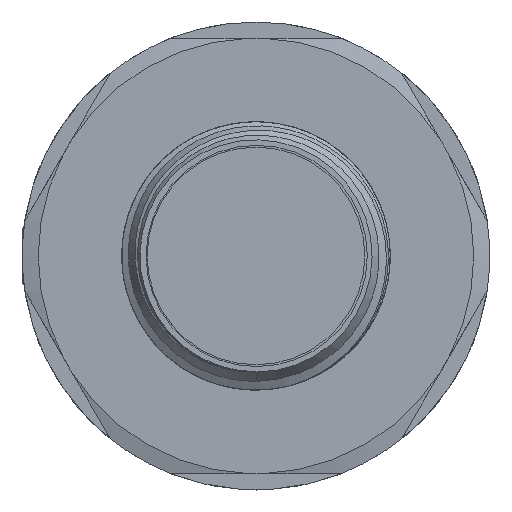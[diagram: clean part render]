
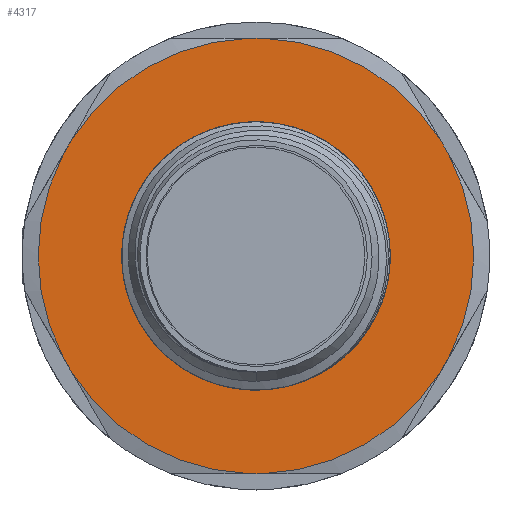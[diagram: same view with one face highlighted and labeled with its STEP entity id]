
A CAD part, left-side view. The second image highlights one B-rep face of the part: STEP entity #4317.
In plain terms, the highlighted conical face has half-angle 89.996 degrees and reference radius 7.2 mm.
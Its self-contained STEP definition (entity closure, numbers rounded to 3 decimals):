
#98=(
BOUNDED_CURVE()
B_SPLINE_CURVE(2,(#16311,#16312,#16313),.UNSPECIFIED.,.F.,.F.)
B_SPLINE_CURVE_WITH_KNOTS((3,3),(-1.544,-1.487),
 .UNSPECIFIED.)
CURVE()
GEOMETRIC_REPRESENTATION_ITEM()
RATIONAL_B_SPLINE_CURVE((1.26,1.26,1.259))
REPRESENTATION_ITEM('')
);
#99=(
BOUNDED_CURVE()
B_SPLINE_CURVE(2,(#16325,#16326,#16327),.UNSPECIFIED.,.F.,.F.)
B_SPLINE_CURVE_WITH_KNOTS((3,3),(1.487,1.602),
 .UNSPECIFIED.)
CURVE()
GEOMETRIC_REPRESENTATION_ITEM()
RATIONAL_B_SPLINE_CURVE((1.259,1.26,1.259))
REPRESENTATION_ITEM('')
);
#100=(
BOUNDED_CURVE()
B_SPLINE_CURVE(2,(#16338,#16339,#16340),.UNSPECIFIED.,.F.,.F.)
B_SPLINE_CURVE_WITH_KNOTS((3,3),(-1.602,-1.544),
 .UNSPECIFIED.)
CURVE()
GEOMETRIC_REPRESENTATION_ITEM()
RATIONAL_B_SPLINE_CURVE((1.259,1.26,1.26))
REPRESENTATION_ITEM('')
);
#259=CONICAL_SURFACE('',#4873,7.2,1.571);
#571=LINE('',#16309,#754);
#572=LINE('',#16317,#755);
#573=LINE('',#16321,#756);
#574=LINE('',#16331,#757);
#575=LINE('',#16335,#758);
#754=VECTOR('',#6014,7.2);
#755=VECTOR('',#6017,10.);
#756=VECTOR('',#6020,10.);
#757=VECTOR('',#6025,10.);
#758=VECTOR('',#6028,10.);
#1123=FACE_OUTER_BOUND('',#1394,.T.);
#1394=EDGE_LOOP('',(#3918,#3919,#3920,#3921,#3922,#3923,#3924,#3925,#3926,
#3927,#3928,#3929,#3930,#3931,#3932,#3933,#3934));
#1649=CIRCLE('',#4826,7.2);
#1650=CIRCLE('',#4827,7.2);
#1678=CIRCLE('',#4874,13.508);
#1679=CIRCLE('',#4875,13.508);
#1680=CIRCLE('',#4876,13.508);
#1681=CIRCLE('',#4877,13.508);
#1682=CIRCLE('',#4878,13.508);
#1683=CIRCLE('',#4879,13.508);
#2090=VERTEX_POINT('',#15656);
#2091=VERTEX_POINT('',#15658);
#2133=VERTEX_POINT('',#16308);
#2134=VERTEX_POINT('',#16310);
#2135=VERTEX_POINT('',#16314);
#2136=VERTEX_POINT('',#16316);
#2137=VERTEX_POINT('',#16318);
#2138=VERTEX_POINT('',#16320);
#2139=VERTEX_POINT('',#16322);
#2140=VERTEX_POINT('',#16324);
#2141=VERTEX_POINT('',#16328);
#2142=VERTEX_POINT('',#16330);
#2143=VERTEX_POINT('',#16332);
#2144=VERTEX_POINT('',#16334);
#2145=VERTEX_POINT('',#16336);
#2680=EDGE_CURVE('',#2090,#2091,#1649,.T.);
#2681=EDGE_CURVE('',#2091,#2090,#1650,.T.);
#2744=EDGE_CURVE('',#2090,#2133,#571,.T.);
#2745=EDGE_CURVE('',#2133,#2134,#98,.T.);
#2746=EDGE_CURVE('',#2134,#2135,#1678,.T.);
#2747=EDGE_CURVE('',#2135,#2136,#572,.T.);
#2748=EDGE_CURVE('',#2136,#2137,#1679,.T.);
#2749=EDGE_CURVE('',#2137,#2138,#573,.T.);
#2750=EDGE_CURVE('',#2138,#2139,#1680,.T.);
#2751=EDGE_CURVE('',#2139,#2140,#99,.F.);
#2752=EDGE_CURVE('',#2140,#2141,#1681,.T.);
#2753=EDGE_CURVE('',#2141,#2142,#574,.T.);
#2754=EDGE_CURVE('',#2142,#2143,#1682,.T.);
#2755=EDGE_CURVE('',#2143,#2144,#575,.T.);
#2756=EDGE_CURVE('',#2144,#2145,#1683,.T.);
#2757=EDGE_CURVE('',#2145,#2133,#100,.T.);
#3918=ORIENTED_EDGE('',*,*,#2681,.F.);
#3919=ORIENTED_EDGE('',*,*,#2680,.F.);
#3920=ORIENTED_EDGE('',*,*,#2744,.T.);
#3921=ORIENTED_EDGE('',*,*,#2745,.T.);
#3922=ORIENTED_EDGE('',*,*,#2746,.T.);
#3923=ORIENTED_EDGE('',*,*,#2747,.T.);
#3924=ORIENTED_EDGE('',*,*,#2748,.T.);
#3925=ORIENTED_EDGE('',*,*,#2749,.T.);
#3926=ORIENTED_EDGE('',*,*,#2750,.T.);
#3927=ORIENTED_EDGE('',*,*,#2751,.T.);
#3928=ORIENTED_EDGE('',*,*,#2752,.T.);
#3929=ORIENTED_EDGE('',*,*,#2753,.T.);
#3930=ORIENTED_EDGE('',*,*,#2754,.T.);
#3931=ORIENTED_EDGE('',*,*,#2755,.T.);
#3932=ORIENTED_EDGE('',*,*,#2756,.T.);
#3933=ORIENTED_EDGE('',*,*,#2757,.T.);
#3934=ORIENTED_EDGE('',*,*,#2744,.F.);
#4317=ADVANCED_FACE('',(#1123),#259,.F.);
#4826=AXIS2_PLACEMENT_3D('',#15659,#5907,#5908);
#4827=AXIS2_PLACEMENT_3D('',#15660,#5909,#5910);
#4873=AXIS2_PLACEMENT_3D('',#16307,#6012,#6013);
#4874=AXIS2_PLACEMENT_3D('',#16315,#6015,#6016);
#4875=AXIS2_PLACEMENT_3D('',#16319,#6018,#6019);
#4876=AXIS2_PLACEMENT_3D('',#16323,#6021,#6022);
#4877=AXIS2_PLACEMENT_3D('',#16329,#6023,#6024);
#4878=AXIS2_PLACEMENT_3D('',#16333,#6026,#6027);
#4879=AXIS2_PLACEMENT_3D('',#16337,#6029,#6030);
#5907=DIRECTION('center_axis',(-1.,0.,0.));
#5908=DIRECTION('ref_axis',(0.,0.,-1.));
#5909=DIRECTION('center_axis',(-1.,0.,0.));
#5910=DIRECTION('ref_axis',(0.,0.,-1.));
#6012=DIRECTION('center_axis',(-1.,0.,0.));
#6013=DIRECTION('ref_axis',(0.,0.,-1.));
#6014=DIRECTION('',(0.,0.,1.));
#6015=DIRECTION('center_axis',(-1.,0.,0.));
#6016=DIRECTION('ref_axis',(0.,0.,-1.));
#6017=DIRECTION('',(0.,0.5,-0.866));
#6018=DIRECTION('center_axis',(-1.,0.,0.));
#6019=DIRECTION('ref_axis',(0.,0.,-1.));
#6020=DIRECTION('',(0.,-0.5,-0.866));
#6021=DIRECTION('center_axis',(-1.,0.,0.));
#6022=DIRECTION('ref_axis',(0.,0.,-1.));
#6023=DIRECTION('center_axis',(-1.,0.,0.));
#6024=DIRECTION('ref_axis',(0.,0.,-1.));
#6025=DIRECTION('',(0.,-0.5,0.866));
#6026=DIRECTION('center_axis',(-1.,0.,0.));
#6027=DIRECTION('ref_axis',(0.,0.,-1.));
#6028=DIRECTION('',(0.,0.5,0.866));
#6029=DIRECTION('center_axis',(-1.,0.,0.));
#6030=DIRECTION('ref_axis',(0.,0.,-1.));
#15656=CARTESIAN_POINT('',(-5.303,0.,7.2));
#15658=CARTESIAN_POINT('',(-5.303,0.,-7.2));
#15659=CARTESIAN_POINT('Origin',(-5.303,0.,0.));
#15660=CARTESIAN_POINT('Origin',(-5.303,0.,0.));
#16307=CARTESIAN_POINT('Origin',(-5.303,0.,0.));
#16308=CARTESIAN_POINT('',(-5.304,0.,13.5));
#16309=CARTESIAN_POINT('',(-5.303,0.,7.2));
#16310=CARTESIAN_POINT('',(-5.304,0.457,13.5));
#16311=CARTESIAN_POINT('Ctrl Pts',(-5.304,0.,
13.5));
#16312=CARTESIAN_POINT('Ctrl Pts',(-5.304,0.229,
13.5));
#16313=CARTESIAN_POINT('Ctrl Pts',(-5.304,0.457,
13.5));
#16314=CARTESIAN_POINT('',(-5.304,11.463,7.146));
#16315=CARTESIAN_POINT('Origin',(-5.304,0.,0.));
#16316=CARTESIAN_POINT('',(-5.304,11.92,6.354));
#16317=CARTESIAN_POINT('',(-5.304,11.463,7.146));
#16318=CARTESIAN_POINT('',(-5.304,11.92,-6.354));
#16319=CARTESIAN_POINT('Origin',(-5.304,0.,0.));
#16320=CARTESIAN_POINT('',(-5.304,11.463,-7.146));
#16321=CARTESIAN_POINT('',(-5.304,11.92,-6.354));
#16322=CARTESIAN_POINT('',(-5.304,0.457,-13.5));
#16323=CARTESIAN_POINT('Origin',(-5.304,0.,0.));
#16324=CARTESIAN_POINT('',(-5.304,-0.457,-13.5));
#16325=CARTESIAN_POINT('Ctrl Pts',(-5.304,-0.457,
-13.5));
#16326=CARTESIAN_POINT('Ctrl Pts',(-5.304,0.,
-13.5));
#16327=CARTESIAN_POINT('Ctrl Pts',(-5.304,0.457,
-13.5));
#16328=CARTESIAN_POINT('',(-5.304,-11.463,-7.146));
#16329=CARTESIAN_POINT('Origin',(-5.304,0.,0.));
#16330=CARTESIAN_POINT('',(-5.304,-11.92,-6.354));
#16331=CARTESIAN_POINT('',(-5.304,-11.463,-7.146));
#16332=CARTESIAN_POINT('',(-5.304,-11.92,6.354));
#16333=CARTESIAN_POINT('Origin',(-5.304,0.,0.));
#16334=CARTESIAN_POINT('',(-5.304,-11.463,7.146));
#16335=CARTESIAN_POINT('',(-5.304,-11.92,6.354));
#16336=CARTESIAN_POINT('',(-5.304,-0.457,13.5));
#16337=CARTESIAN_POINT('Origin',(-5.304,0.,0.));
#16338=CARTESIAN_POINT('Ctrl Pts',(-5.304,-0.457,
13.5));
#16339=CARTESIAN_POINT('Ctrl Pts',(-5.304,-0.229,
13.5));
#16340=CARTESIAN_POINT('Ctrl Pts',(-5.304,0.,
13.5));
